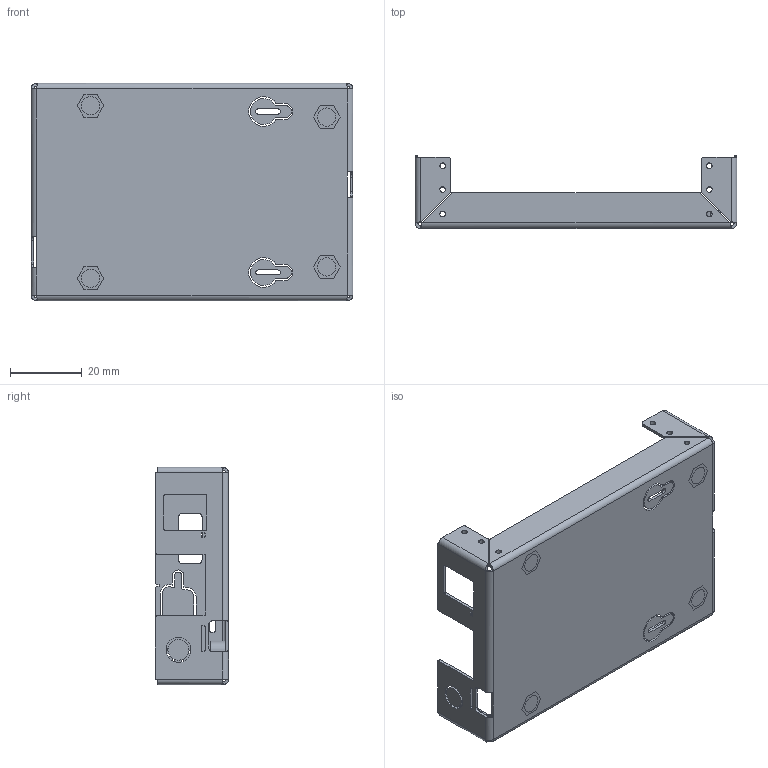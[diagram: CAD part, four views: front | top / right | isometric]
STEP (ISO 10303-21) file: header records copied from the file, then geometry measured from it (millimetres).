
FILE_DESCRIPTION (( 'STEP AP214' ), '1' );
FILE_NAME ('Chassis_Bottom_Assem.STEP', '2013-07-10T18:07:19', ( '' ), ( '' ), 'SwSTEP 2.0', 'SolidWorks 2013', '' );
FILE_SCHEMA (( 'AUTOMOTIVE_DESIGN' ));
Length unit declared in the file: millimetre
Products named in the file (3): Chassis_Bottom_Assem; BSO_35M3_5_PEM; 1005-1000_r05
Assembly tree (5 placements, depth 2):
  Chassis_Bottom_Assem
    1005-1000_r05
    BSO_35M3_5_PEM  x4
Bounding box: 89.97 x 20.42 x 60.79 mm (x, y, z)
Volume: 7475.7 mm3; surface area: 19518.2 mm2
Topology: 5 solids, 5 shells, 398 faces, 1068 edges, 696 vertices
Faces by surface type: cylinder 208, plane 174, bspline 16
Entity records: 12264 total; most frequent: CARTESIAN_POINT 2846, ORIENTED_EDGE 1956, DIRECTION 1954, EDGE_CURVE 978, AXIS2_PLACEMENT_3D 708, VERTEX_POINT 636, LINE 538, VECTOR 538
